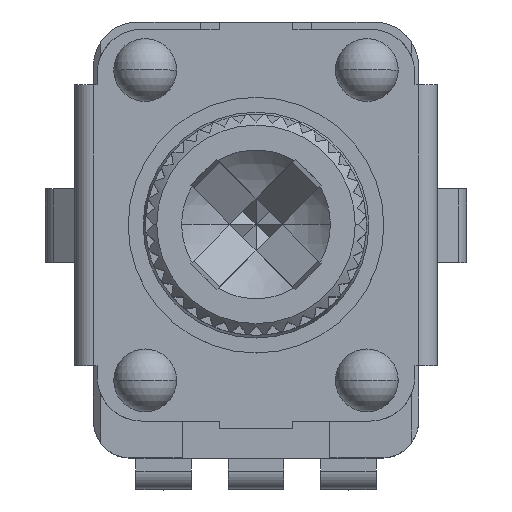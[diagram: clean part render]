
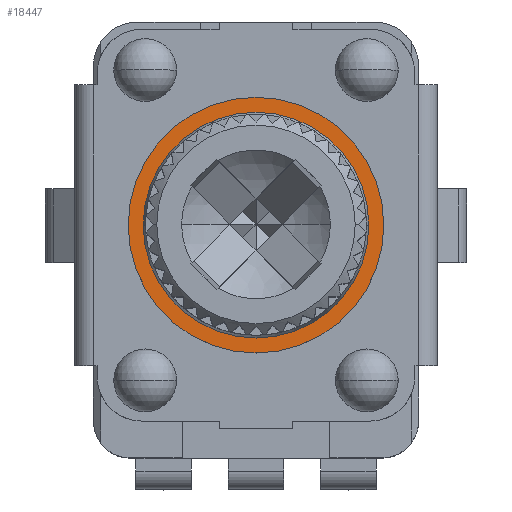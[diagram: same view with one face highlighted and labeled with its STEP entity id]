
A CAD part, top view. The second image highlights one B-rep face of the part: STEP entity #18447.
In plain terms, the highlighted face is planar.
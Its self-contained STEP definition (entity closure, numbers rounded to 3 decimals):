
#15 = EDGE_CURVE ( 'NONE', #394, #494, #16981, .T. ) ;
#55 = EDGE_CURVE ( 'NONE', #477, #18746, #14638, .T. ) ;
#394 = VERTEX_POINT ( 'NONE', #3470 ) ;
#477 = VERTEX_POINT ( 'NONE', #3553 ) ;
#494 = VERTEX_POINT ( 'NONE', #3570 ) ;
#1897 = EDGE_CURVE ( 'NONE', #18746, #477, #5423, .T. ) ;
#2497 = AXIS2_PLACEMENT_3D ( 'NONE', #3268, #3269, #3270 ) ;
#2511 = AXIS2_PLACEMENT_3D ( 'NONE', #3359, #3367, #3368 ) ;
#3268 = CARTESIAN_POINT ( 'NONE',  ( 0., 0., -1.2 ) ) ;
#3269 = DIRECTION ( 'NONE',  ( 0., 0., -1. ) ) ;
#3270 = DIRECTION ( 'NONE',  ( -1., 0., 0. ) ) ;
#3359 = CARTESIAN_POINT ( 'NONE',  ( 0., 0., -1.2 ) ) ;
#3367 = DIRECTION ( 'NONE',  ( 0., 0., 1. ) ) ;
#3368 = DIRECTION ( 'NONE',  ( -1., 0., 0. ) ) ;
#3470 = CARTESIAN_POINT ( 'NONE',  ( 3.46, 0., -1.2 ) ) ;
#3553 = CARTESIAN_POINT ( 'NONE',  ( -3.055, 0., -1.2 ) ) ;
#3570 = CARTESIAN_POINT ( 'NONE',  ( -3.46, 0., -1.2 ) ) ;
#5423 = CIRCLE ( 'NONE', #10568, 3.055 ) ;
#6098 = CARTESIAN_POINT ( 'NONE',  ( 0., 0., -1.2 ) ) ;
#6100 = DIRECTION ( 'NONE',  ( 0., 0., 1. ) ) ;
#6101 = DIRECTION ( 'NONE',  ( -1., 0., 0. ) ) ;
#10568 = AXIS2_PLACEMENT_3D ( 'NONE', #6098, #6100, #6101 ) ;
#10608 = CIRCLE ( 'NONE', #10988, 3.46 ) ;
#10988 = AXIS2_PLACEMENT_3D ( 'NONE', #12937, #12961, #12962 ) ;
#11387 = AXIS2_PLACEMENT_3D ( 'NONE', #13609, #13618, #13619 ) ;
#12689 = EDGE_LOOP ( 'NONE', ( #17336, #17705 ) ) ;
#12717 = EDGE_LOOP ( 'NONE', ( #17346, #17728 ) ) ;
#12937 = CARTESIAN_POINT ( 'NONE',  ( 0., 0., -1.2 ) ) ;
#12961 = DIRECTION ( 'NONE',  ( 0., 0., -1. ) ) ;
#12962 = DIRECTION ( 'NONE',  ( -1., 0., 0. ) ) ;
#13605 = PLANE ( 'NONE',  #11387 ) ;
#13609 = CARTESIAN_POINT ( 'NONE',  ( 0., 0., -1.2 ) ) ;
#13618 = DIRECTION ( 'NONE',  ( 0., 0., -1. ) ) ;
#13619 = DIRECTION ( 'NONE',  ( -1., 0., 0. ) ) ;
#14378 = FACE_OUTER_BOUND ( 'NONE', #12689, .T. ) ;
#14379 = FACE_BOUND ( 'NONE', #12717, .T. ) ;
#14638 = CIRCLE ( 'NONE', #2511, 3.055 ) ;
#16434 = CARTESIAN_POINT ( 'NONE',  ( 3.055, 0., -1.2 ) ) ;
#16981 = CIRCLE ( 'NONE', #2497, 3.46 ) ;
#17336 = ORIENTED_EDGE ( 'NONE', *, *, #18326, .T. ) ;
#17346 = ORIENTED_EDGE ( 'NONE', *, *, #55, .T. ) ;
#17705 = ORIENTED_EDGE ( 'NONE', *, *, #15, .T. ) ;
#17728 = ORIENTED_EDGE ( 'NONE', *, *, #1897, .T. ) ;
#18326 = EDGE_CURVE ( 'NONE', #494, #394, #10608, .T. ) ;
#18447 = ADVANCED_FACE ( 'NONE', ( #14378, #14379 ), #13605, .T. ) ;
#18746 = VERTEX_POINT ( 'NONE', #16434 ) ;
